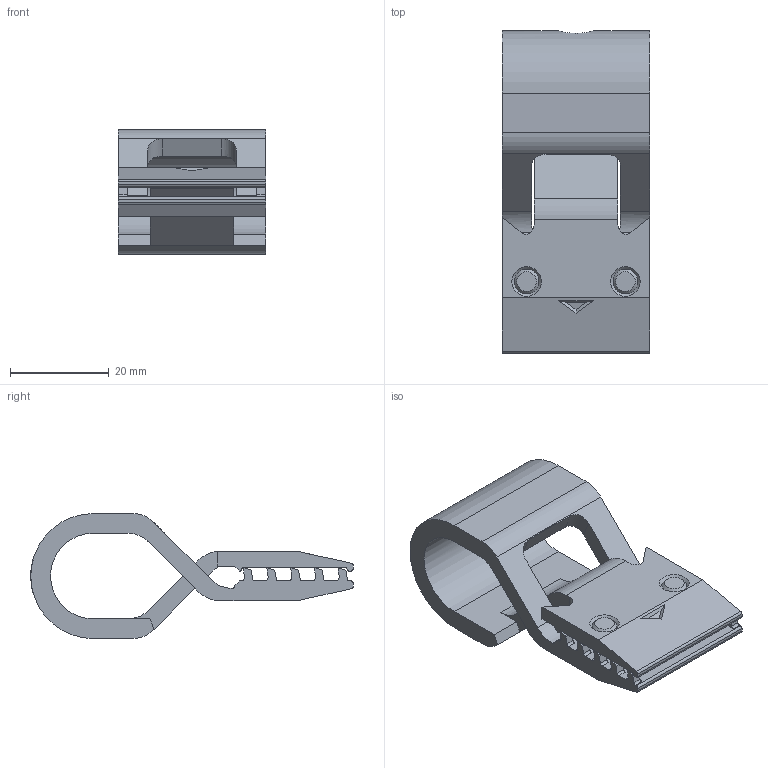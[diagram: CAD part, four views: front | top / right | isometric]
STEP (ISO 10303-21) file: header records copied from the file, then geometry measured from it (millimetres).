
FILE_DESCRIPTION(/* description */ (''),/* implementation_level */ '2;1');
FILE_NAME(/* name */ 'filmDigitizer_135_filmHanger_body',/* time_stamp */ '2023-12-07T09:12:28-05:00',/* author */ ('George Moua'),/* organization */ ('Archive 663'),/* preprocessor_version */ 'ST-DEVELOPER v16.7',/* originating_system */ 'Solid Edge',/* authorisation */ 'Unknown');
FILE_SCHEMA (('AUTOMOTIVE_DESIGN {1 0 10303 214 3 1 1}'));
Length unit declared in the file: millimetre
Products named in the file (2): filmDigitizer_135_filmHanger; filmDigitizer_135_filmHanger_body
Assembly tree (1 placements, depth 2):
  filmDigitizer_135_filmHanger
    filmDigitizer_135_filmHanger_body
Bounding box: 29.8 x 65.32 x 25.36 mm (x, y, z)
Volume: 13362.3 mm3; surface area: 9346.7 mm2
Topology: 1 solids, 1 shells, 152 faces, 439 edges, 290 vertices
Faces by surface type: plane 97, cylinder 50, cone 4, bspline 1
Full cylindrical faces by diameter (mm): 6.2 x1
Entity records: 5102 total; most frequent: CARTESIAN_POINT 1023, ORIENTED_EDGE 864, DIRECTION 817, EDGE_CURVE 432, LINE 315, VECTOR 315, VERTEX_POINT 289, AXIS2_PLACEMENT_3D 251
